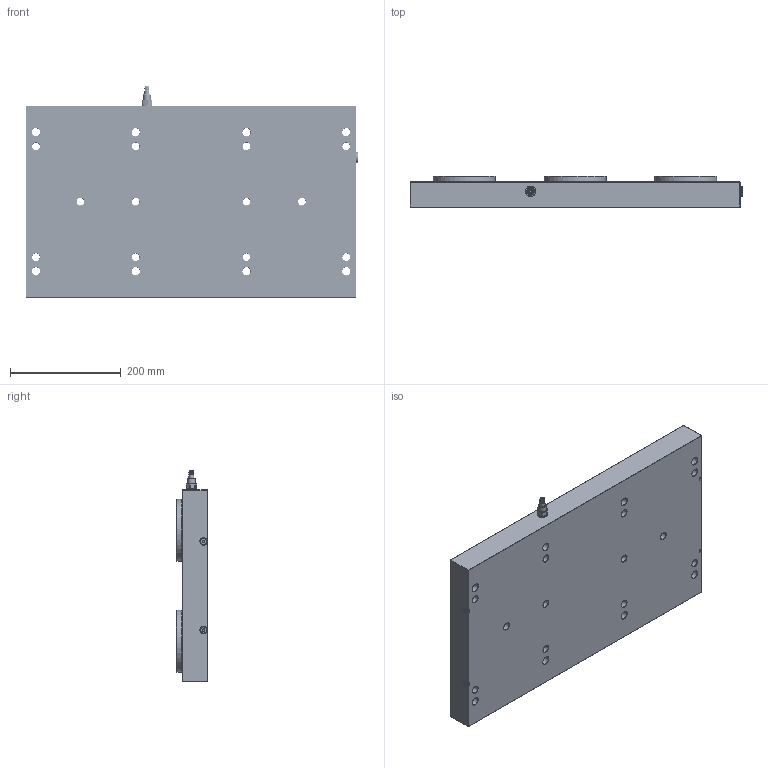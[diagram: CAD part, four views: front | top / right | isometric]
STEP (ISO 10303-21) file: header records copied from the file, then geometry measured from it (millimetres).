
FILE_DESCRIPTION (( 'STEP AP214' ), '1' );
FILE_NAME ('STARK_805 308_A.STEP', '2022-02-28T13:46:20', ( '' ), ( '' ), 'SwSTEP 2.0', 'SolidWorks 2021', '' );
FILE_SCHEMA (( 'AUTOMOTIVE_DESIGN' ));
Length unit declared in the file: millimetre
Products named in the file (1): STARK_805 308_A
Bounding box: 599.3 x 56 x 381.2 mm (x, y, z)
Volume: 9696654.2 mm3; surface area: 625513 mm2
Topology: 1 solids, 24 shells, 2473 faces, 6277 edges, 4071 vertices
Faces by surface type: plane 1177, cylinder 478, cone 469, torus 205, bspline 72, sphere 72
Full cylindrical faces by diameter (mm): 4.2 x1, 6 x49, 6.6 x1, 6.8 x48, 7.5 x1, 8.1 x1, 8.6 x7, 9 x2, 10 x48, 10.2 x2, 11 x48, 11.6 x7, 11.7 x7, 12 x7, 13 x7, 13.2 x2, 13.5 x19, 14 x1, 14.5 x8, 18.9 x2, 20 x12, 21 x8, 25 x1, 41 x12, 41.2 x6, 112 x6
Entity records: 99439 total; most frequent: CARTESIAN_POINT 26999, DIRECTION 10644, ORIENTED_EDGE 10178, EDGE_CURVE 5089, AXIS2_PLACEMENT_3D 4273, VERTEX_POINT 3684, EDGE_LOOP 3673, FACE_OUTER_BOUND 2847
